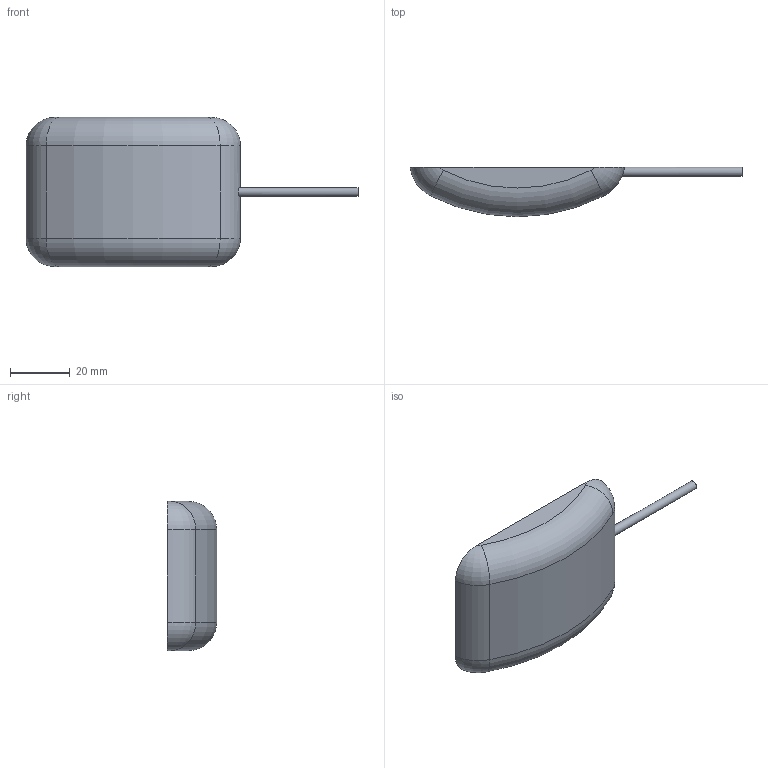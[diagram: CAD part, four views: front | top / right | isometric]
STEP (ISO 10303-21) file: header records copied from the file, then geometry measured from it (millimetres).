
FILE_DESCRIPTION (( 'STEP AP203' ), '1' );
FILE_NAME ('GA26_011-00149-04_rev1.STEP', '2013-03-28T15:50:59', ( 'Garmin' ), ( 'Garmin' ), 'SwSTEP 2.0', 'SolidWorks 2012', '' );
FILE_SCHEMA (( 'CONFIG_CONTROL_DESIGN' ));
Length unit declared in the file: inch
Products named in the file (1): GA26_011-00149-04_rev1
Bounding box: 110.76 x 16.51 x 49.79 mm (x, y, z)
Volume: 42568.3 mm3; surface area: 9255.7 mm2
Topology: 1 solids, 1 shells, 18 faces, 37 edges, 23 vertices
Faces by surface type: cylinder 6, plane 6, torus 6
Full cylindrical faces by diameter (mm): 3 x3
Entity records: 670 total; most frequent: CARTESIAN_POINT 217, DIRECTION 87, ORIENTED_EDGE 66, AXIS2_PLACEMENT_3D 40, EDGE_CURVE 33, EDGE_LOOP 23, VERTEX_POINT 22, FACE_OUTER_BOUND 21
